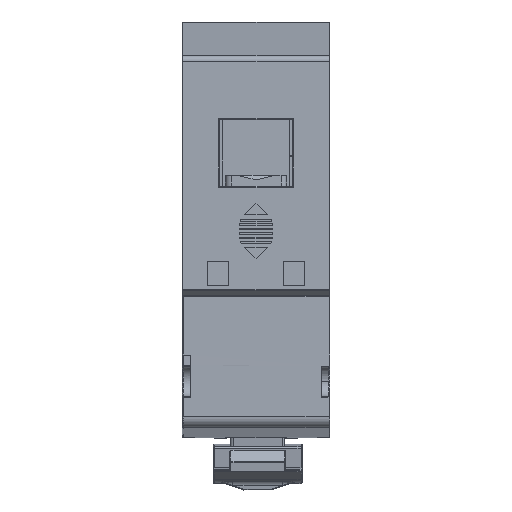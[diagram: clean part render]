
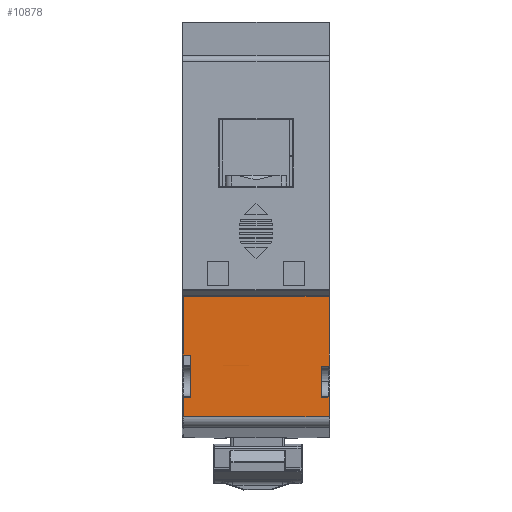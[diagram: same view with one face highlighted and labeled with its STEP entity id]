
A CAD part, left-side view. The second image highlights one B-rep face of the part: STEP entity #10878.
In plain terms, the highlighted face is planar.
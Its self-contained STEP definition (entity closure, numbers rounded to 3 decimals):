
#428 = ORIENTED_EDGE ( 'NONE', *, *, #7247, .F. ) ;
#504 = CARTESIAN_POINT ( 'NONE',  ( 26.4, 74., 11.759 ) ) ;
#949 = AXIS2_PLACEMENT_3D ( 'NONE', #14078, #43324, #44715 ) ;
#1735 = CARTESIAN_POINT ( 'NONE',  ( 26.3, 74., 11.759 ) ) ;
#2186 = LINE ( 'NONE', #5376, #13406 ) ;
#2503 = EDGE_CURVE ( 'NONE', #31323, #26704, #46402, .T. ) ;
#2554 = CARTESIAN_POINT ( 'NONE',  ( 1.4, 74., 12.359 ) ) ;
#2787 = CARTESIAN_POINT ( 'NONE',  ( 26.3, 74., 22.867 ) ) ;
#3079 = ORIENTED_EDGE ( 'NONE', *, *, #2503, .T. ) ;
#3370 = VECTOR ( 'NONE', #34545, 1000. ) ;
#3716 = CARTESIAN_POINT ( 'NONE',  ( 24.15, 74., 21.867 ) ) ;
#4692 = DIRECTION ( 'NONE',  ( 1., 0., 0. ) ) ;
#4729 = DIRECTION ( 'NONE',  ( 1., 0., 0. ) ) ;
#5123 = CARTESIAN_POINT ( 'NONE',  ( 26.3, 74., 11.759 ) ) ;
#5376 = CARTESIAN_POINT ( 'NONE',  ( 0.1, 74., 11.759 ) ) ;
#6656 = ORIENTED_EDGE ( 'NONE', *, *, #43818, .T. ) ;
#6807 = ORIENTED_EDGE ( 'NONE', *, *, #26472, .T. ) ;
#6843 = EDGE_CURVE ( 'NONE', #22477, #38998, #38189, .T. ) ;
#7156 = DIRECTION ( 'NONE',  ( 0., -1., 0. ) ) ;
#7215 = ORIENTED_EDGE ( 'NONE', *, *, #35204, .F. ) ;
#7247 = EDGE_CURVE ( 'NONE', #24333, #26704, #46663, .T. ) ;
#7803 = DIRECTION ( 'NONE',  ( -1., 0., 0. ) ) ;
#8690 = EDGE_CURVE ( 'NONE', #38998, #12192, #38504, .T. ) ;
#8767 = ORIENTED_EDGE ( 'NONE', *, *, #30811, .T. ) ;
#8900 = DIRECTION ( 'NONE',  ( 0., 0., 1. ) ) ;
#8983 = VERTEX_POINT ( 'NONE', #19022 ) ;
#9030 = DIRECTION ( 'NONE',  ( 0., 0., -1. ) ) ;
#9512 = LINE ( 'NONE', #39443, #24298 ) ;
#9859 = DIRECTION ( 'NONE',  ( 0., 0., -1. ) ) ;
#9909 = CARTESIAN_POINT ( 'NONE',  ( 26.3, 74., 22.867 ) ) ;
#10010 = VERTEX_POINT ( 'NONE', #16605 ) ;
#10726 = LINE ( 'NONE', #11705, #23895 ) ;
#10827 = CARTESIAN_POINT ( 'NONE',  ( 1.4, 74., 11.759 ) ) ;
#10878 = ADVANCED_FACE ( 'NONE', ( #44162 ), #40753, .F. ) ;
#10975 = VECTOR ( 'NONE', #41021, 1000. ) ;
#11331 = ORIENTED_EDGE ( 'NONE', *, *, #46447, .T. ) ;
#11595 = VECTOR ( 'NONE', #4692, 1000. ) ;
#11705 = CARTESIAN_POINT ( 'NONE',  ( 26.3, 74., 19.359 ) ) ;
#11747 = DIRECTION ( 'NONE',  ( 1., 0., 0. ) ) ;
#12192 = VERTEX_POINT ( 'NONE', #504 ) ;
#12403 = CARTESIAN_POINT ( 'NONE',  ( 0.1, 74., 11.759 ) ) ;
#13406 = VECTOR ( 'NONE', #21871, 1000. ) ;
#14078 = CARTESIAN_POINT ( 'NONE',  ( 26.2, 74., 13.559 ) ) ;
#14571 = VECTOR ( 'NONE', #45475, 1000. ) ;
#14931 = CARTESIAN_POINT ( 'NONE',  ( 0.1, 74., 11.759 ) ) ;
#15424 = VECTOR ( 'NONE', #11747, 1000. ) ;
#15920 = VERTEX_POINT ( 'NONE', #12403 ) ;
#16037 = CARTESIAN_POINT ( 'NONE',  ( 26.3, 74., 1.159 ) ) ;
#16085 = VERTEX_POINT ( 'NONE', #16898 ) ;
#16290 = B_SPLINE_CURVE_WITH_KNOTS ( 'NONE', 3,
 ( #10827, #2554, #40280, #43469 ),
 .UNSPECIFIED., .F., .F.,
 ( 4, 4 ),
 ( 0., 1. ),
 .UNSPECIFIED. ) ;
#16305 = ORIENTED_EDGE ( 'NONE', *, *, #43574, .T. ) ;
#16400 = CARTESIAN_POINT ( 'NONE',  ( 0.1, 74., 19.359 ) ) ;
#16605 = CARTESIAN_POINT ( 'NONE',  ( 24.9, 74., 19.359 ) ) ;
#16775 = CARTESIAN_POINT ( 'NONE',  ( 26.4, 74., 11.759 ) ) ;
#16898 = CARTESIAN_POINT ( 'NONE',  ( 26.3, 74., 19.359 ) ) ;
#17277 = DIRECTION ( 'NONE',  ( 0., 0., 1. ) ) ;
#17466 = VERTEX_POINT ( 'NONE', #38116 ) ;
#17535 = VERTEX_POINT ( 'NONE', #46645 ) ;
#17666 = DIRECTION ( 'NONE',  ( 0., 0., -1. ) ) ;
#18658 = LINE ( 'NONE', #42633, #10975 ) ;
#18699 = EDGE_CURVE ( 'NONE', #33548, #17535, #16290, .T. ) ;
#19022 = CARTESIAN_POINT ( 'NONE',  ( 1.4, 74., 13.611 ) ) ;
#20343 = CARTESIAN_POINT ( 'NONE',  ( 24.9, 74., 13.759 ) ) ;
#21095 = CARTESIAN_POINT ( 'NONE',  ( 1.4, 74., 19.359 ) ) ;
#21169 = VECTOR ( 'NONE', #17277, 1000. ) ;
#21510 = ORIENTED_EDGE ( 'NONE', *, *, #47670, .F. ) ;
#21634 = CARTESIAN_POINT ( 'NONE',  ( 26.3, 74., 1.159 ) ) ;
#21840 = VERTEX_POINT ( 'NONE', #43786 ) ;
#21871 = DIRECTION ( 'NONE',  ( 0., 0., -1. ) ) ;
#22477 = VERTEX_POINT ( 'NONE', #21634 ) ;
#22629 = CARTESIAN_POINT ( 'NONE',  ( 26.2, 74., 13.759 ) ) ;
#23612 = LINE ( 'NONE', #16775, #21169 ) ;
#23895 = VECTOR ( 'NONE', #7803, 1000. ) ;
#24298 = VECTOR ( 'NONE', #9030, 1000. ) ;
#24333 = VERTEX_POINT ( 'NONE', #36784 ) ;
#24750 = VERTEX_POINT ( 'NONE', #22629 ) ;
#24963 = CARTESIAN_POINT ( 'NONE',  ( 0.1, 74., 22.867 ) ) ;
#25870 = ORIENTED_EDGE ( 'NONE', *, *, #6843, .F. ) ;
#25979 = LINE ( 'NONE', #29888, #14571 ) ;
#26472 = EDGE_CURVE ( 'NONE', #32424, #16085, #47614, .T. ) ;
#26704 = VERTEX_POINT ( 'NONE', #16400 ) ;
#26901 = CARTESIAN_POINT ( 'NONE',  ( 1.4, 74., 19.359 ) ) ;
#27148 = EDGE_CURVE ( 'NONE', #10010, #17466, #9512, .T. ) ;
#27154 = EDGE_CURVE ( 'NONE', #15920, #21840, #2186, .T. ) ;
#27350 = LINE ( 'NONE', #20343, #45288 ) ;
#28740 = ORIENTED_EDGE ( 'NONE', *, *, #47954, .T. ) ;
#29583 = VERTEX_POINT ( 'NONE', #35620 ) ;
#29888 = CARTESIAN_POINT ( 'NONE',  ( 13.15, 74., 1.159 ) ) ;
#30811 = EDGE_CURVE ( 'NONE', #16085, #10010, #10726, .T. ) ;
#30816 = DIRECTION ( 'NONE',  ( -1., 0., 0. ) ) ;
#31053 = LINE ( 'NONE', #42254, #35709 ) ;
#31320 = CARTESIAN_POINT ( 'NONE',  ( 1.4, 74., 11.759 ) ) ;
#31323 = VERTEX_POINT ( 'NONE', #21095 ) ;
#32424 = VERTEX_POINT ( 'NONE', #9909 ) ;
#33548 = VERTEX_POINT ( 'NONE', #31320 ) ;
#34084 = VECTOR ( 'NONE', #30816, 1000. ) ;
#34348 = ORIENTED_EDGE ( 'NONE', *, *, #47696, .T. ) ;
#34437 = ORIENTED_EDGE ( 'NONE', *, *, #27154, .F. ) ;
#34545 = DIRECTION ( 'NONE',  ( 0., 0., 1. ) ) ;
#35204 = EDGE_CURVE ( 'NONE', #32424, #24333, #18658, .T. ) ;
#35212 = CARTESIAN_POINT ( 'NONE',  ( 1.4, 74., 13.611 ) ) ;
#35509 = B_SPLINE_CURVE_WITH_KNOTS ( 'NONE', 3,
 ( #35695, #39343, #43025, #35212 ),
 .UNSPECIFIED., .F., .F.,
 ( 4, 4 ),
 ( 0., 1. ),
 .UNSPECIFIED. ) ;
#35620 = CARTESIAN_POINT ( 'NONE',  ( 26.4, 74., 13.559 ) ) ;
#35695 = CARTESIAN_POINT ( 'NONE',  ( 1.4, 74.005, 13.558 ) ) ;
#35709 = VECTOR ( 'NONE', #8900, 1000. ) ;
#36191 = EDGE_LOOP ( 'NONE', ( #39701, #28740, #34348, #21510, #38870, #25870, #45545, #34437, #6656, #46508, #11331, #16305, #3079, #428, #7215, #6807, #8767 ) ) ;
#36709 = CIRCLE ( 'NONE', #949, 0.2 ) ;
#36784 = CARTESIAN_POINT ( 'NONE',  ( 0.1, 74., 22.867 ) ) ;
#38051 = LINE ( 'NONE', #14931, #11595 ) ;
#38116 = CARTESIAN_POINT ( 'NONE',  ( 24.9, 74., 13.759 ) ) ;
#38189 = LINE ( 'NONE', #16037, #3370 ) ;
#38504 = LINE ( 'NONE', #1735, #15424 ) ;
#38870 = ORIENTED_EDGE ( 'NONE', *, *, #8690, .F. ) ;
#38998 = VERTEX_POINT ( 'NONE', #5123 ) ;
#39343 = CARTESIAN_POINT ( 'NONE',  ( 1.4, 74., 13.576 ) ) ;
#39443 = CARTESIAN_POINT ( 'NONE',  ( 24.9, 74., 19.359 ) ) ;
#39701 = ORIENTED_EDGE ( 'NONE', *, *, #27148, .T. ) ;
#40280 = CARTESIAN_POINT ( 'NONE',  ( 1.4, 74., 12.958 ) ) ;
#40753 = PLANE ( 'NONE',  #44034 ) ;
#40884 = EDGE_CURVE ( 'NONE', #21840, #22477, #25979, .T. ) ;
#41021 = DIRECTION ( 'NONE',  ( -1., 0., 0. ) ) ;
#41371 = VECTOR ( 'NONE', #17666, 1000. ) ;
#42254 = CARTESIAN_POINT ( 'NONE',  ( 1.4, 74., 13.611 ) ) ;
#42633 = CARTESIAN_POINT ( 'NONE',  ( 26.3, 74., 22.867 ) ) ;
#43025 = CARTESIAN_POINT ( 'NONE',  ( 1.4, 74., 13.593 ) ) ;
#43092 = VECTOR ( 'NONE', #9859, 1000. ) ;
#43324 = DIRECTION ( 'NONE',  ( 0., 1., 0. ) ) ;
#43469 = CARTESIAN_POINT ( 'NONE',  ( 1.4, 74.005, 13.558 ) ) ;
#43574 = EDGE_CURVE ( 'NONE', #8983, #31323, #31053, .T. ) ;
#43695 = DIRECTION ( 'NONE',  ( -1., 0., 0. ) ) ;
#43786 = CARTESIAN_POINT ( 'NONE',  ( 0.1, 74., 1.159 ) ) ;
#43818 = EDGE_CURVE ( 'NONE', #15920, #33548, #38051, .T. ) ;
#44034 = AXIS2_PLACEMENT_3D ( 'NONE', #3716, #7156, #43695 ) ;
#44162 = FACE_OUTER_BOUND ( 'NONE', #36191, .T. ) ;
#44715 = DIRECTION ( 'NONE',  ( 0., 0., 1. ) ) ;
#45288 = VECTOR ( 'NONE', #4729, 1000. ) ;
#45475 = DIRECTION ( 'NONE',  ( 1., 0., 0. ) ) ;
#45545 = ORIENTED_EDGE ( 'NONE', *, *, #40884, .F. ) ;
#46402 = LINE ( 'NONE', #26901, #34084 ) ;
#46447 = EDGE_CURVE ( 'NONE', #17535, #8983, #35509, .T. ) ;
#46508 = ORIENTED_EDGE ( 'NONE', *, *, #18699, .T. ) ;
#46645 = CARTESIAN_POINT ( 'NONE',  ( 1.4, 74.005, 13.558 ) ) ;
#46663 = LINE ( 'NONE', #24963, #43092 ) ;
#47614 = LINE ( 'NONE', #2787, #41371 ) ;
#47670 = EDGE_CURVE ( 'NONE', #12192, #29583, #23612, .T. ) ;
#47696 = EDGE_CURVE ( 'NONE', #24750, #29583, #36709, .T. ) ;
#47954 = EDGE_CURVE ( 'NONE', #17466, #24750, #27350, .T. ) ;
